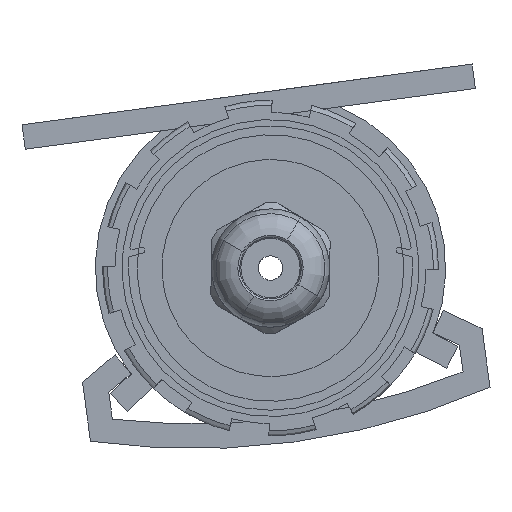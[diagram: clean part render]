
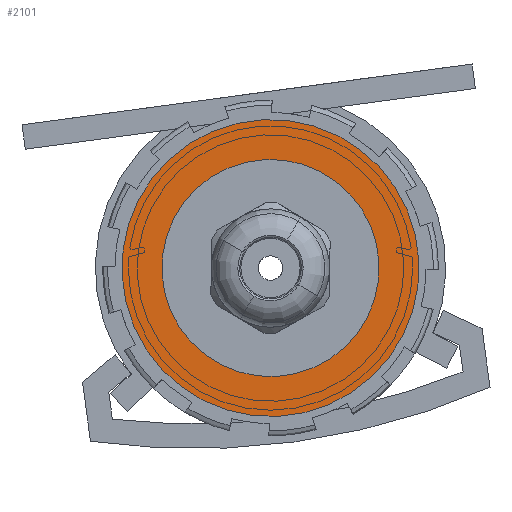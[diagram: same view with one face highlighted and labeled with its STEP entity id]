
A CAD part, left-side view. The second image highlights one B-rep face of the part: STEP entity #2101.
In plain terms, the highlighted face is planar.
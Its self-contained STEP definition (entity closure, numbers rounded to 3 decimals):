
#1676=CARTESIAN_POINT('Vertex',(0.,22.222,22.)) ;
#1679=CARTESIAN_POINT('Axis2P3D Location',(0.,22.222,0.)) ;
#1683=CARTESIAN_POINT('Vertex',(0.,22.222,-22.)) ;
#1703=CARTESIAN_POINT('Axis2P3D Location',(0.,22.222,0.)) ;
#1720=CARTESIAN_POINT('Axis2P3D Location',(0.,22.222,0.)) ;
#1724=CARTESIAN_POINT('Vertex',(0.,22.222,30.085)) ;
#1726=CARTESIAN_POINT('Vertex',(0.,22.222,-30.085)) ;
#1755=CARTESIAN_POINT('Axis2P3D Location',(0.,22.222,0.)) ;
#2088=CARTESIAN_POINT('Axis2P3D Location',(0.,22.222,22.)) ;
#1680=DIRECTION('Axis2P3D Direction',(0.,1.,0.)) ;
#1704=DIRECTION('Axis2P3D Direction',(0.,1.,0.)) ;
#1721=DIRECTION('Axis2P3D Direction',(0.,1.,0.)) ;
#1756=DIRECTION('Axis2P3D Direction',(0.,1.,0.)) ;
#2089=DIRECTION('Axis2P3D Direction',(-0.,1.,0.)) ;
#2090=DIRECTION('Axis2P3D XDirection',(1.,0.,0.)) ;
#1681=AXIS2_PLACEMENT_3D('Circle Axis2P3D',#1679,#1680,$) ;
#1705=AXIS2_PLACEMENT_3D('Circle Axis2P3D',#1703,#1704,$) ;
#1722=AXIS2_PLACEMENT_3D('Circle Axis2P3D',#1720,#1721,$) ;
#1757=AXIS2_PLACEMENT_3D('Circle Axis2P3D',#1755,#1756,$) ;
#2091=AXIS2_PLACEMENT_3D('Plane Axis2P3D',#2088,#2089,#2090) ;
#2094=ORIENTED_EDGE('',*,*,#1759,.T.) ;
#2095=ORIENTED_EDGE('',*,*,#1728,.T.) ;
#2098=ORIENTED_EDGE('',*,*,#1685,.F.) ;
#2099=ORIENTED_EDGE('',*,*,#1707,.F.) ;
#2100=FACE_BOUND('',#2097,.T.) ;
#2101=ADVANCED_FACE('PartBody',(#2096,#2100),#2092,.T.) ;
#1682=CIRCLE('generated circle',#1681,22.) ;
#1706=CIRCLE('generated circle',#1705,22.) ;
#1723=CIRCLE('generated circle',#1722,30.085) ;
#1758=CIRCLE('generated circle',#1757,30.085) ;
#1685=EDGE_CURVE('',#1677,#1684,#1682,.T.) ;
#1707=EDGE_CURVE('',#1684,#1677,#1706,.T.) ;
#1728=EDGE_CURVE('',#1725,#1727,#1723,.T.) ;
#1759=EDGE_CURVE('',#1727,#1725,#1758,.T.) ;
#2093=EDGE_LOOP('',(#2094,#2095)) ;
#2097=EDGE_LOOP('',(#2098,#2099)) ;
#2096=FACE_OUTER_BOUND('',#2093,.T.) ;
#2092=PLANE('',#2091) ;
#1677=VERTEX_POINT('',#1676) ;
#1684=VERTEX_POINT('',#1683) ;
#1725=VERTEX_POINT('',#1724) ;
#1727=VERTEX_POINT('',#1726) ;
